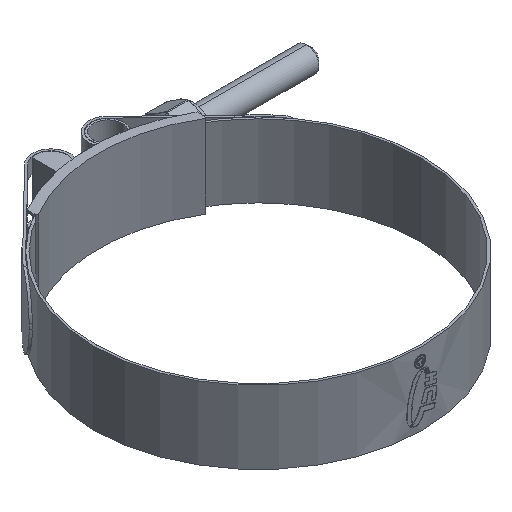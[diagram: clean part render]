
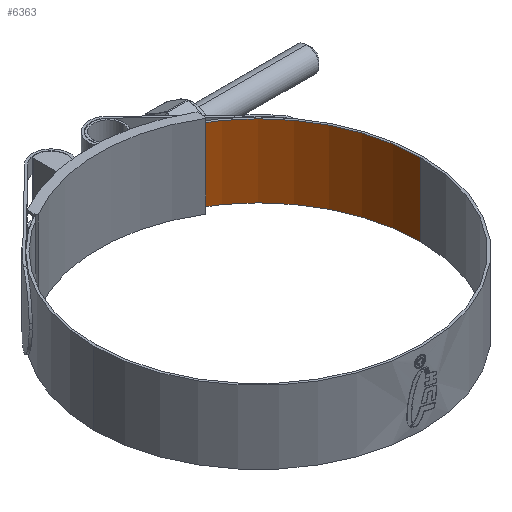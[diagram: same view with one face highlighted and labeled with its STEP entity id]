
A CAD part, isometric view. The second image highlights one B-rep face of the part: STEP entity #6363.
In plain terms, the highlighted cylindrical face has radius 43 mm (diameter 86 mm), a partial arc.
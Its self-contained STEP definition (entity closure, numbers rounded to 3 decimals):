
#110 = CARTESIAN_POINT ( 'NONE',  ( 0., 0., -9.65 ) ) ;
#396 = DIRECTION ( 'NONE',  ( -1., 0., 0. ) ) ;
#426 = CARTESIAN_POINT ( 'NONE',  ( 43., 0., 9.65 ) ) ;
#694 = DIRECTION ( 'NONE',  ( 0., 0., -1. ) ) ;
#1145 = CARTESIAN_POINT ( 'NONE',  ( 0., 0., 9.65 ) ) ;
#1300 = AXIS2_PLACEMENT_3D ( 'NONE', #110, #12664, #7076 ) ;
#1425 = CARTESIAN_POINT ( 'NONE',  ( 43., 0., 9.65 ) ) ;
#1437 = EDGE_CURVE ( 'NONE', #4479, #11807, #13926, .T. ) ;
#2108 = CARTESIAN_POINT ( 'NONE',  ( 6.719, 42.472, -9.65 ) ) ;
#2347 = AXIS2_PLACEMENT_3D ( 'NONE', #1145, #10108, #396 ) ;
#2570 = DIRECTION ( 'NONE',  ( 0., 0., -1. ) ) ;
#2945 = LINE ( 'NONE', #7658, #8653 ) ;
#3744 = FACE_OUTER_BOUND ( 'NONE', #5519, .T. ) ;
#3899 = CYLINDRICAL_SURFACE ( 'NONE', #8077, 43. ) ;
#4277 = EDGE_CURVE ( 'NONE', #6604, #11807, #11567, .T. ) ;
#4479 = VERTEX_POINT ( 'NONE', #2108 ) ;
#4716 = ORIENTED_EDGE ( 'NONE', *, *, #4277, .F. ) ;
#5519 = EDGE_LOOP ( 'NONE', ( #4716, #11972, #10538, #8592 ) ) ;
#6363 = ADVANCED_FACE ( 'NONE', ( #3744 ), #3899, .F. ) ;
#6604 = VERTEX_POINT ( 'NONE', #426 ) ;
#7076 = DIRECTION ( 'NONE',  ( -1., 0., 0. ) ) ;
#7283 = CARTESIAN_POINT ( 'NONE',  ( 0., 0., 9.65 ) ) ;
#7658 = CARTESIAN_POINT ( 'NONE',  ( 6.719, 42.472, 9.65 ) ) ;
#8077 = AXIS2_PLACEMENT_3D ( 'NONE', #7283, #10689, #9343 ) ;
#8592 = ORIENTED_EDGE ( 'NONE', *, *, #1437, .T. ) ;
#8653 = VECTOR ( 'NONE', #694, 1000. ) ;
#8690 = CIRCLE ( 'NONE', #2347, 43. ) ;
#9198 = EDGE_CURVE ( 'NONE', #10047, #4479, #2945, .T. ) ;
#9343 = DIRECTION ( 'NONE',  ( -1., 0., 0. ) ) ;
#10047 = VERTEX_POINT ( 'NONE', #12313 ) ;
#10108 = DIRECTION ( 'NONE',  ( 0., 0., -1. ) ) ;
#10538 = ORIENTED_EDGE ( 'NONE', *, *, #9198, .T. ) ;
#10596 = CARTESIAN_POINT ( 'NONE',  ( 43., 0., -9.65 ) ) ;
#10689 = DIRECTION ( 'NONE',  ( 0., 0., -1. ) ) ;
#10796 = EDGE_CURVE ( 'NONE', #10047, #6604, #8690, .T. ) ;
#11160 = VECTOR ( 'NONE', #2570, 1000. ) ;
#11567 = LINE ( 'NONE', #1425, #11160 ) ;
#11807 = VERTEX_POINT ( 'NONE', #10596 ) ;
#11972 = ORIENTED_EDGE ( 'NONE', *, *, #10796, .F. ) ;
#12313 = CARTESIAN_POINT ( 'NONE',  ( 6.719, 42.472, 9.65 ) ) ;
#12664 = DIRECTION ( 'NONE',  ( 0., 0., -1. ) ) ;
#13926 = CIRCLE ( 'NONE', #1300, 43. ) ;
